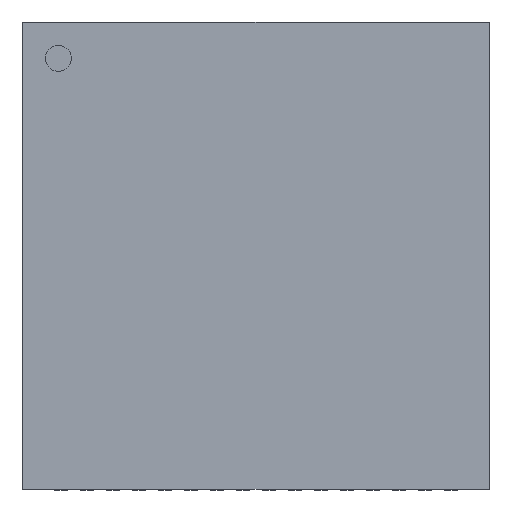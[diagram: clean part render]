
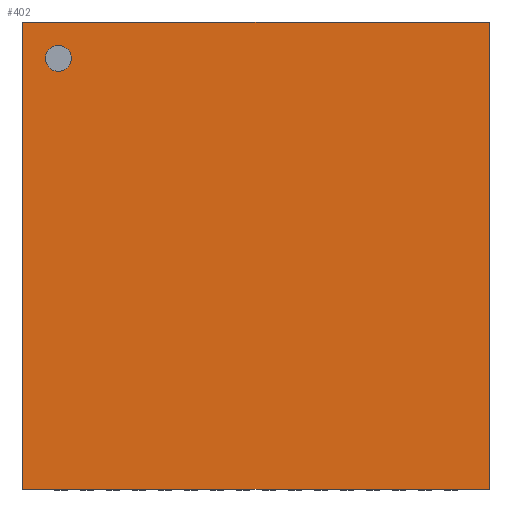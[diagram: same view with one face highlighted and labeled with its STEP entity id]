
A CAD part, top view. The second image highlights one B-rep face of the part: STEP entity #402.
In plain terms, the highlighted planar face has unit normal (0, 0, 1).
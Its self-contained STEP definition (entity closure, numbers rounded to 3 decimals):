
#13=DIRECTION('',(0.,0.,1.));
#20=ORIENTED_EDGE('',*,*,#21,.F.);
#21=EDGE_CURVE('',#22,#24,#26,.T.);
#22=VERTEX_POINT('',#23);
#23=CARTESIAN_POINT('',(-4.49,4.49,0.75));
#24=VERTEX_POINT('',#25);
#25=CARTESIAN_POINT('',(4.49,4.49,0.75));
#26=LINE('',#23,#27);
#27=VECTOR('',#28,1.);
#28=DIRECTION('',(1.,0.,0.));
#401=DIRECTION('',(0.,-1.,0.));
#402=ADVANCED_FACE('',(#403,#419),#429,.T.);
#403=FACE_BOUND('',#404,.T.);
#404=EDGE_LOOP('',(#20,#405,#411,#416));
#405=ORIENTED_EDGE('',*,*,#406,.T.);
#406=EDGE_CURVE('',#22,#407,#409,.T.);
#407=VERTEX_POINT('',#408);
#408=CARTESIAN_POINT('',(-4.49,-4.49,0.75));
#409=LINE('',#23,#410);
#410=VECTOR('',#401,1.);
#411=ORIENTED_EDGE('',*,*,#412,.T.);
#412=EDGE_CURVE('',#407,#413,#415,.T.);
#413=VERTEX_POINT('',#414);
#414=CARTESIAN_POINT('',(4.49,-4.49,0.75));
#415=LINE('',#408,#27);
#416=ORIENTED_EDGE('',*,*,#417,.F.);
#417=EDGE_CURVE('',#24,#413,#418,.T.);
#418=LINE('',#25,#410);
#419=FACE_BOUND('',#420,.T.);
#420=EDGE_LOOP('',(#421));
#421=ORIENTED_EDGE('',*,*,#422,.T.);
#422=EDGE_CURVE('',#423,#423,#425,.T.);
#423=VERTEX_POINT('',#424);
#424=CARTESIAN_POINT('',(-3.8,3.55,0.75));
#425=CIRCLE('',#426,0.25);
#426=AXIS2_PLACEMENT_3D('',#427,#428,#401);
#427=CARTESIAN_POINT('',(-3.8,3.8,0.75));
#428=DIRECTION('',(0.,-0.,-1.));
#429=PLANE('',#430);
#430=AXIS2_PLACEMENT_3D('',#23,#13,#401);
